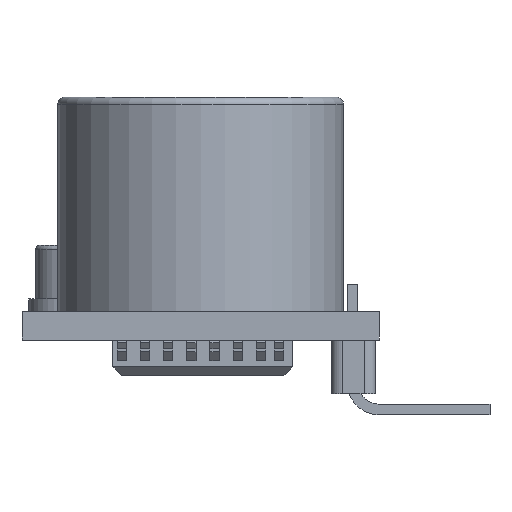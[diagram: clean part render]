
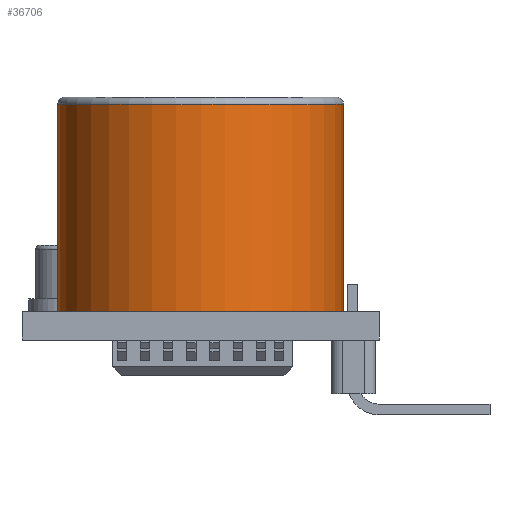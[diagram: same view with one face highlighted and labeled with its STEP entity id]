
A CAD part, left-side view. The second image highlights one B-rep face of the part: STEP entity #36706.
In plain terms, the highlighted cylindrical face has radius 8 mm (diameter 16 mm), a full revolution.
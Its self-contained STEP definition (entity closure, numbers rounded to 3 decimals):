
#141=CYLINDRICAL_SURFACE('',#38716,8.);
#862=CIRCLE('',#38715,8.);
#863=CIRCLE('',#38717,8.);
#1524=FACE_OUTER_BOUND('',#3621,.T.);
#3621=EDGE_LOOP('',(#27533,#27534,#27535,#27536));
#7257=LINE('',#53805,#12235);
#12235=VECTOR('',#43541,8.);
#16810=VERTEX_POINT('',#53800);
#16811=VERTEX_POINT('',#53804);
#20852=EDGE_CURVE('',#16810,#16810,#862,.T.);
#20853=EDGE_CURVE('',#16810,#16811,#7257,.T.);
#20854=EDGE_CURVE('',#16811,#16811,#863,.T.);
#27533=ORIENTED_EDGE('',*,*,#20852,.F.);
#27534=ORIENTED_EDGE('',*,*,#20853,.T.);
#27535=ORIENTED_EDGE('',*,*,#20854,.F.);
#27536=ORIENTED_EDGE('',*,*,#20853,.F.);
#36706=ADVANCED_FACE('',(#1524),#141,.T.);
#38715=AXIS2_PLACEMENT_3D('',#53802,#43537,#43538);
#38716=AXIS2_PLACEMENT_3D('',#53803,#43539,#43540);
#38717=AXIS2_PLACEMENT_3D('',#53806,#43542,#43543);
#43537=DIRECTION('center_axis',(0.,0.,1.));
#43538=DIRECTION('ref_axis',(1.,0.,0.));
#43539=DIRECTION('center_axis',(0.,0.,1.));
#43540=DIRECTION('ref_axis',(1.,0.,0.));
#43541=DIRECTION('',(0.,0.,-1.));
#43542=DIRECTION('center_axis',(0.,0.,-1.));
#43543=DIRECTION('ref_axis',(1.,0.,0.));
#53800=CARTESIAN_POINT('',(-21.12,0.,13.2));
#53802=CARTESIAN_POINT('Origin',(-13.12,0.,13.2));
#53803=CARTESIAN_POINT('Origin',(-13.12,0.,1.6));
#53804=CARTESIAN_POINT('',(-21.12,0.,1.6));
#53805=CARTESIAN_POINT('',(-21.12,0.,1.6));
#53806=CARTESIAN_POINT('Origin',(-13.12,0.,1.6));
